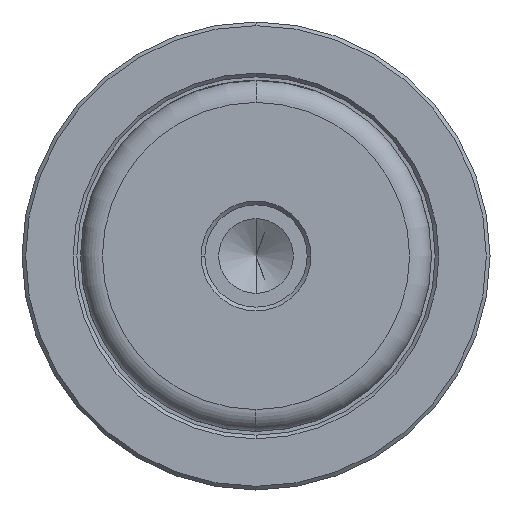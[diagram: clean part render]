
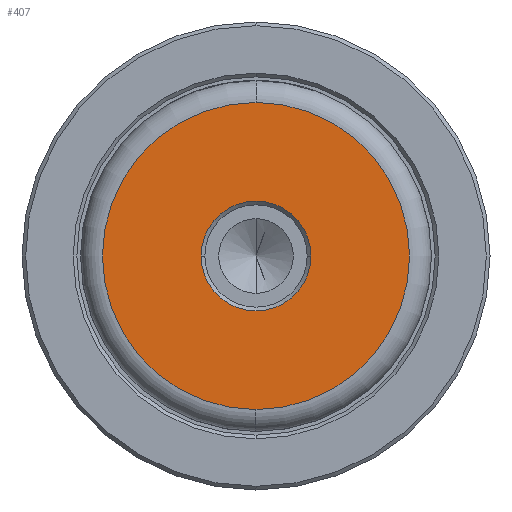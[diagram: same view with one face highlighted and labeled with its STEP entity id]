
A CAD part, left-side view. The second image highlights one B-rep face of the part: STEP entity #407.
In plain terms, the highlighted planar face has unit normal (-1, 0, 0).
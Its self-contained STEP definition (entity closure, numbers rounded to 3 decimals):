
#71 = CARTESIAN_POINT ( 'NONE',  ( 0., 0., 20.997 ) ) ;
#108 = AXIS2_PLACEMENT_3D ( 'NONE', #1837, #892, #2233 ) ;
#119 = CIRCLE ( 'NONE', #784, 20.997 ) ;
#122 = AXIS2_PLACEMENT_3D ( 'NONE', #1010, #2347, #1201 ) ;
#135 = CARTESIAN_POINT ( 'NONE',  ( 0., -7.5, 0. ) ) ;
#187 = ORIENTED_EDGE ( 'NONE', *, *, #1273, .T. ) ;
#264 = EDGE_CURVE ( 'NONE', #1920, #1573, #119, .T. ) ;
#387 = EDGE_LOOP ( 'NONE', ( #918, #1643 ) ) ;
#407 = ADVANCED_FACE ( 'NONE', ( #1861, #1400 ), #2042, .T. ) ;
#649 = CARTESIAN_POINT ( 'NONE',  ( 0., 0., 0. ) ) ;
#700 = VERTEX_POINT ( 'NONE', #135 ) ;
#784 = AXIS2_PLACEMENT_3D ( 'NONE', #649, #1987, #839 ) ;
#839 = DIRECTION ( 'NONE',  ( 0., 0., 1. ) ) ;
#844 = CIRCLE ( 'NONE', #2066, 7.5 ) ;
#860 = CARTESIAN_POINT ( 'NONE',  ( 0., 0., 0. ) ) ;
#892 = DIRECTION ( 'NONE',  ( -1., 0., 0. ) ) ;
#918 = ORIENTED_EDGE ( 'NONE', *, *, #2069, .T. ) ;
#975 = CARTESIAN_POINT ( 'NONE',  ( 0., 0., 0. ) ) ;
#1010 = CARTESIAN_POINT ( 'NONE',  ( 0., 0., 0. ) ) ;
#1051 = DIRECTION ( 'NONE',  ( 0., 0., 1. ) ) ;
#1115 = CARTESIAN_POINT ( 'NONE',  ( 0., 0., -20.997 ) ) ;
#1167 = DIRECTION ( 'NONE',  ( 0., 0., 1. ) ) ;
#1173 = CARTESIAN_POINT ( 'NONE',  ( 0., 7.5, 0. ) ) ;
#1176 = EDGE_LOOP ( 'NONE', ( #187, #1721 ) ) ;
#1201 = DIRECTION ( 'NONE',  ( 0., 0., 1. ) ) ;
#1273 = EDGE_CURVE ( 'NONE', #700, #1508, #844, .T. ) ;
#1400 = FACE_OUTER_BOUND ( 'NONE', #387, .T. ) ;
#1423 = CIRCLE ( 'NONE', #122, 20.997 ) ;
#1508 = VERTEX_POINT ( 'NONE', #1173 ) ;
#1573 = VERTEX_POINT ( 'NONE', #71 ) ;
#1643 = ORIENTED_EDGE ( 'NONE', *, *, #264, .T. ) ;
#1721 = ORIENTED_EDGE ( 'NONE', *, *, #1727, .T. ) ;
#1727 = EDGE_CURVE ( 'NONE', #1508, #700, #1982, .T. ) ;
#1837 = CARTESIAN_POINT ( 'NONE',  ( 0., 0., 0. ) ) ;
#1861 = FACE_BOUND ( 'NONE', #1176, .T. ) ;
#1887 = AXIS2_PLACEMENT_3D ( 'NONE', #860, #2202, #1051 ) ;
#1920 = VERTEX_POINT ( 'NONE', #1115 ) ;
#1982 = CIRCLE ( 'NONE', #1887, 7.5 ) ;
#1987 = DIRECTION ( 'NONE',  ( -1., 0., 0. ) ) ;
#2042 = PLANE ( 'NONE',  #108 ) ;
#2066 = AXIS2_PLACEMENT_3D ( 'NONE', #975, #2317, #1167 ) ;
#2069 = EDGE_CURVE ( 'NONE', #1573, #1920, #1423, .T. ) ;
#2202 = DIRECTION ( 'NONE',  ( 1., 0., 0. ) ) ;
#2233 = DIRECTION ( 'NONE',  ( 0., 0., 1. ) ) ;
#2317 = DIRECTION ( 'NONE',  ( 1., 0., 0. ) ) ;
#2347 = DIRECTION ( 'NONE',  ( -1., 0., 0. ) ) ;
